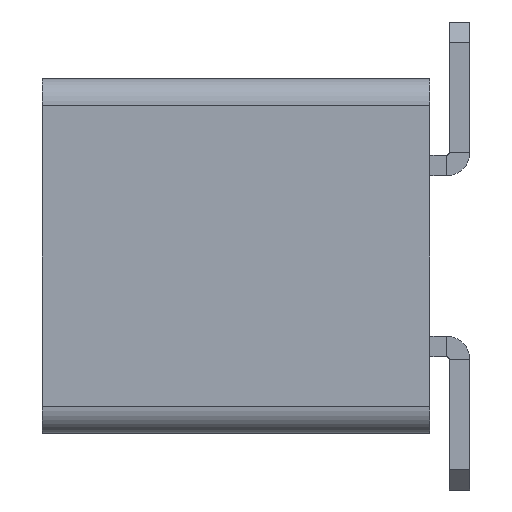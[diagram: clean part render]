
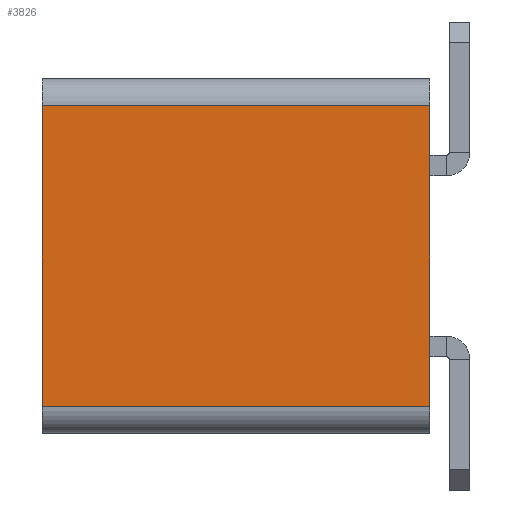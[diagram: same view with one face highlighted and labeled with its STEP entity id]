
A CAD part, left-side view. The second image highlights one B-rep face of the part: STEP entity #3826.
In plain terms, the highlighted planar face has unit normal (-1, 0, 0).
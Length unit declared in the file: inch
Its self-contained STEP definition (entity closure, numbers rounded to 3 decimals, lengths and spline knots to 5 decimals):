
#62 = CARTESIAN_POINT ( 'NONE',  ( -0.39, 1.46379, -0.1125 ) ) ;
#66 = EDGE_CURVE ( 'NONE', #2940, #4103, #2870, .T. ) ;
#205 = VERTEX_POINT ( 'NONE', #2631 ) ;
#495 = ORIENTED_EDGE ( 'NONE', *, *, #66, .T. ) ;
#535 = DIRECTION ( 'NONE',  ( 1., 0., 0. ) ) ;
#936 = CARTESIAN_POINT ( 'NONE',  ( -0.39, 0.03, -0.1125 ) ) ;
#1031 = LINE ( 'NONE', #1989, #4931 ) ;
#1121 = DIRECTION ( 'NONE',  ( 0., 0., 1. ) ) ;
#1150 = AXIS2_PLACEMENT_3D ( 'NONE', #1436, #535, #5625 ) ;
#1365 = DIRECTION ( 'NONE',  ( 0., -1., 0. ) ) ;
#1436 = CARTESIAN_POINT ( 'NONE',  ( -0.39, 1.46379, 0.1325 ) ) ;
#1562 = PLANE ( 'NONE',  #1150 ) ;
#1852 = CARTESIAN_POINT ( 'NONE',  ( -0.39, 1.46379, 0.1125 ) ) ;
#1865 = EDGE_CURVE ( 'NONE', #4103, #205, #3727, .T. ) ;
#1928 = DIRECTION ( 'NONE',  ( 0., 1., 0. ) ) ;
#1989 = CARTESIAN_POINT ( 'NONE',  ( -0.39, 0.32, 0.1325 ) ) ;
#2212 = ORIENTED_EDGE ( 'NONE', *, *, #1865, .T. ) ;
#2242 = LINE ( 'NONE', #62, #5925 ) ;
#2613 = VECTOR ( 'NONE', #1121, 39.37008 ) ;
#2631 = CARTESIAN_POINT ( 'NONE',  ( -0.39, 0.32, 0.1125 ) ) ;
#2870 = LINE ( 'NONE', #5694, #2613 ) ;
#2940 = VERTEX_POINT ( 'NONE', #936 ) ;
#3197 = ORIENTED_EDGE ( 'NONE', *, *, #4467, .F. ) ;
#3343 = FACE_OUTER_BOUND ( 'NONE', #4635, .T. ) ;
#3727 = LINE ( 'NONE', #1852, #4334 ) ;
#3824 = VERTEX_POINT ( 'NONE', #4287 ) ;
#3826 = ADVANCED_FACE ( 'NONE', ( #3343 ), #1562, .F. ) ;
#3842 = DIRECTION ( 'NONE',  ( 0., 0., 1. ) ) ;
#3870 = CARTESIAN_POINT ( 'NONE',  ( -0.39, 0.03, 0.1125 ) ) ;
#4103 = VERTEX_POINT ( 'NONE', #3870 ) ;
#4287 = CARTESIAN_POINT ( 'NONE',  ( -0.39, 0.32, -0.1125 ) ) ;
#4334 = VECTOR ( 'NONE', #1928, 39.37008 ) ;
#4467 = EDGE_CURVE ( 'NONE', #3824, #205, #1031, .T. ) ;
#4635 = EDGE_LOOP ( 'NONE', ( #495, #2212, #3197, #4792 ) ) ;
#4792 = ORIENTED_EDGE ( 'NONE', *, *, #5834, .T. ) ;
#4931 = VECTOR ( 'NONE', #3842, 39.37008 ) ;
#5625 = DIRECTION ( 'NONE',  ( 0., 0., -1. ) ) ;
#5694 = CARTESIAN_POINT ( 'NONE',  ( -0.39, 0.03, 0.1325 ) ) ;
#5834 = EDGE_CURVE ( 'NONE', #3824, #2940, #2242, .T. ) ;
#5925 = VECTOR ( 'NONE', #1365, 39.37008 ) ;
